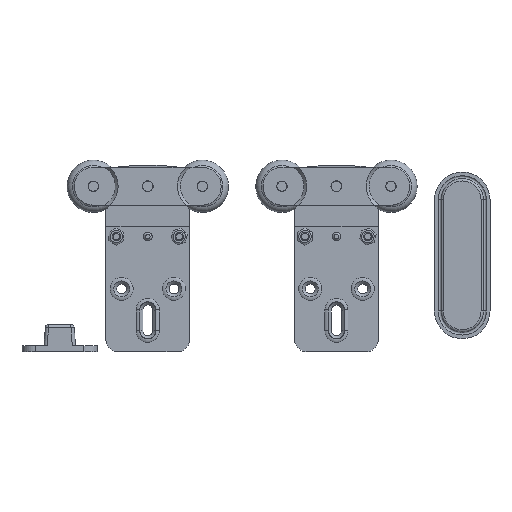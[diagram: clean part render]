
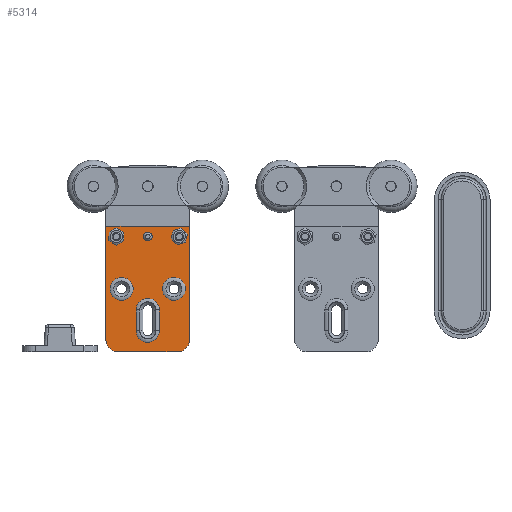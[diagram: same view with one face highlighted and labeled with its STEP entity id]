
A CAD part, top view. The second image highlights one B-rep face of the part: STEP entity #5314.
In plain terms, the highlighted planar face has unit normal (0, 0, 1).
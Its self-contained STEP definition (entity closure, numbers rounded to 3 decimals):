
#329=FACE_BOUND('',#910,.T.);
#330=FACE_BOUND('',#911,.T.);
#331=FACE_BOUND('',#912,.T.);
#332=FACE_BOUND('',#913,.T.);
#333=FACE_BOUND('',#914,.T.);
#334=FACE_BOUND('',#915,.T.);
#399=PLANE('',#6100);
#573=FACE_OUTER_BOUND('',#909,.T.);
#909=EDGE_LOOP('',(#3927,#3928,#3929,#3930,#3931,#3932));
#910=EDGE_LOOP('',(#3933,#3934,#3935,#3936));
#911=EDGE_LOOP('',(#3937,#3938));
#912=EDGE_LOOP('',(#3939,#3940));
#913=EDGE_LOOP('',(#3941,#3942));
#914=EDGE_LOOP('',(#3943,#3944));
#915=EDGE_LOOP('',(#3945,#3946));
#1253=LINE('',#8797,#1604);
#1254=LINE('',#8807,#1605);
#1268=LINE('',#8888,#1619);
#1271=LINE('',#8897,#1622);
#1273=LINE('',#8900,#1624);
#1274=LINE('',#8902,#1625);
#1604=VECTOR('',#6979,10.);
#1605=VECTOR('',#6994,10.);
#1619=VECTOR('',#7092,10.);
#1622=VECTOR('',#7101,10.);
#1624=VECTOR('',#7105,10.);
#1625=VECTOR('',#7108,10.);
#1960=CIRCLE('',#6048,5.5);
#1962=CIRCLE('',#6051,5.5);
#1972=CIRCLE('',#6069,5.5);
#1973=CIRCLE('',#6070,5.5);
#1975=CIRCLE('',#6073,5.5);
#1976=CIRCLE('',#6074,5.5);
#1977=CIRCLE('',#6076,2.1);
#1978=CIRCLE('',#6077,2.1);
#1979=CIRCLE('',#6079,3.);
#1980=CIRCLE('',#6080,3.);
#1983=CIRCLE('',#6085,3.);
#1984=CIRCLE('',#6086,3.);
#1987=CIRCLE('',#6093,6.);
#1988=CIRCLE('',#6096,6.);
#2369=VERTEX_POINT('',#8793);
#2370=VERTEX_POINT('',#8795);
#2371=VERTEX_POINT('',#8799);
#2372=VERTEX_POINT('',#8803);
#2381=VERTEX_POINT('',#8835);
#2382=VERTEX_POINT('',#8837);
#2383=VERTEX_POINT('',#8841);
#2384=VERTEX_POINT('',#8843);
#2385=VERTEX_POINT('',#8847);
#2386=VERTEX_POINT('',#8848);
#2387=VERTEX_POINT('',#8853);
#2388=VERTEX_POINT('',#8854);
#2391=VERTEX_POINT('',#8865);
#2392=VERTEX_POINT('',#8866);
#2395=VERTEX_POINT('',#8880);
#2396=VERTEX_POINT('',#8881);
#2397=VERTEX_POINT('',#8886);
#2398=VERTEX_POINT('',#8890);
#2399=VERTEX_POINT('',#8891);
#2400=VERTEX_POINT('',#8896);
#2922=EDGE_CURVE('',#2369,#2370,#1253,.T.);
#2924=EDGE_CURVE('',#2371,#2369,#1960,.T.);
#2926=EDGE_CURVE('',#2370,#2372,#1962,.T.);
#2927=EDGE_CURVE('',#2372,#2371,#1254,.T.);
#2941=EDGE_CURVE('',#2382,#2381,#1972,.T.);
#2942=EDGE_CURVE('',#2381,#2382,#1973,.T.);
#2944=EDGE_CURVE('',#2384,#2383,#1975,.T.);
#2945=EDGE_CURVE('',#2383,#2384,#1976,.T.);
#2946=EDGE_CURVE('',#2385,#2386,#1977,.T.);
#2947=EDGE_CURVE('',#2386,#2385,#1978,.T.);
#2949=EDGE_CURVE('',#2387,#2388,#1979,.T.);
#2950=EDGE_CURVE('',#2388,#2387,#1980,.T.);
#2955=EDGE_CURVE('',#2391,#2392,#1983,.T.);
#2956=EDGE_CURVE('',#2392,#2391,#1984,.T.);
#2962=EDGE_CURVE('',#2395,#2396,#1987,.T.);
#2966=EDGE_CURVE('',#2397,#2395,#1268,.T.);
#2967=EDGE_CURVE('',#2398,#2399,#1988,.T.);
#2970=EDGE_CURVE('',#2399,#2400,#1271,.T.);
#2972=EDGE_CURVE('',#2396,#2398,#1273,.T.);
#2973=EDGE_CURVE('',#2400,#2397,#1274,.T.);
#3927=ORIENTED_EDGE('',*,*,#2962,.F.);
#3928=ORIENTED_EDGE('',*,*,#2966,.F.);
#3929=ORIENTED_EDGE('',*,*,#2973,.F.);
#3930=ORIENTED_EDGE('',*,*,#2970,.F.);
#3931=ORIENTED_EDGE('',*,*,#2967,.F.);
#3932=ORIENTED_EDGE('',*,*,#2972,.F.);
#3933=ORIENTED_EDGE('',*,*,#2922,.T.);
#3934=ORIENTED_EDGE('',*,*,#2926,.T.);
#3935=ORIENTED_EDGE('',*,*,#2927,.T.);
#3936=ORIENTED_EDGE('',*,*,#2924,.T.);
#3937=ORIENTED_EDGE('',*,*,#2944,.T.);
#3938=ORIENTED_EDGE('',*,*,#2945,.T.);
#3939=ORIENTED_EDGE('',*,*,#2941,.T.);
#3940=ORIENTED_EDGE('',*,*,#2942,.T.);
#3941=ORIENTED_EDGE('',*,*,#2946,.T.);
#3942=ORIENTED_EDGE('',*,*,#2947,.T.);
#3943=ORIENTED_EDGE('',*,*,#2949,.T.);
#3944=ORIENTED_EDGE('',*,*,#2950,.T.);
#3945=ORIENTED_EDGE('',*,*,#2955,.T.);
#3946=ORIENTED_EDGE('',*,*,#2956,.T.);
#5314=ADVANCED_FACE('',(#573,#329,#330,#331,#332,#333,#334),#399,.T.);
#6048=AXIS2_PLACEMENT_3D('',#8801,#6984,#6985);
#6051=AXIS2_PLACEMENT_3D('',#8805,#6990,#6991);
#6069=AXIS2_PLACEMENT_3D('',#8838,#7031,#7032);
#6070=AXIS2_PLACEMENT_3D('',#8839,#7033,#7034);
#6073=AXIS2_PLACEMENT_3D('',#8844,#7039,#7040);
#6074=AXIS2_PLACEMENT_3D('',#8845,#7041,#7042);
#6076=AXIS2_PLACEMENT_3D('',#8849,#7045,#7046);
#6077=AXIS2_PLACEMENT_3D('',#8850,#7047,#7048);
#6079=AXIS2_PLACEMENT_3D('',#8855,#7052,#7053);
#6080=AXIS2_PLACEMENT_3D('',#8856,#7054,#7055);
#6085=AXIS2_PLACEMENT_3D('',#8867,#7066,#7067);
#6086=AXIS2_PLACEMENT_3D('',#8868,#7068,#7069);
#6093=AXIS2_PLACEMENT_3D('',#8882,#7085,#7086);
#6096=AXIS2_PLACEMENT_3D('',#8892,#7095,#7096);
#6100=AXIS2_PLACEMENT_3D('',#8903,#7109,#7110);
#6979=DIRECTION('',(0.,-1.,0.));
#6984=DIRECTION('center_axis',(0.,0.,-1.));
#6985=DIRECTION('ref_axis',(1.,0.,0.));
#6990=DIRECTION('center_axis',(0.,0.,-1.));
#6991=DIRECTION('ref_axis',(-1.,0.,0.));
#6994=DIRECTION('',(0.,1.,0.));
#7031=DIRECTION('center_axis',(0.,0.,-1.));
#7032=DIRECTION('ref_axis',(-1.,0.,0.));
#7033=DIRECTION('center_axis',(0.,0.,-1.));
#7034=DIRECTION('ref_axis',(-1.,0.,0.));
#7039=DIRECTION('center_axis',(0.,0.,-1.));
#7040=DIRECTION('ref_axis',(-1.,0.,0.));
#7041=DIRECTION('center_axis',(0.,0.,-1.));
#7042=DIRECTION('ref_axis',(-1.,0.,0.));
#7045=DIRECTION('center_axis',(0.,0.,-1.));
#7046=DIRECTION('ref_axis',(1.,0.,0.));
#7047=DIRECTION('center_axis',(0.,0.,-1.));
#7048=DIRECTION('ref_axis',(1.,0.,0.));
#7052=DIRECTION('center_axis',(0.,0.,-1.));
#7053=DIRECTION('ref_axis',(1.,0.,0.));
#7054=DIRECTION('center_axis',(0.,0.,-1.));
#7055=DIRECTION('ref_axis',(1.,0.,0.));
#7066=DIRECTION('center_axis',(0.,0.,-1.));
#7067=DIRECTION('ref_axis',(1.,0.,0.));
#7068=DIRECTION('center_axis',(0.,0.,-1.));
#7069=DIRECTION('ref_axis',(1.,0.,0.));
#7085=DIRECTION('center_axis',(0.,0.,-1.));
#7086=DIRECTION('ref_axis',(0.707,-0.707,0.));
#7092=DIRECTION('',(0.,-1.,0.));
#7095=DIRECTION('center_axis',(0.,0.,-1.));
#7096=DIRECTION('ref_axis',(-0.707,-0.707,0.));
#7101=DIRECTION('',(0.,1.,0.));
#7105=DIRECTION('',(-1.,0.,0.));
#7108=DIRECTION('',(1.,0.,0.));
#7109=DIRECTION('center_axis',(0.,0.,1.));
#7110=DIRECTION('ref_axis',(1.,0.,0.));
#8793=CARTESIAN_POINT('',(3.82,1.03,2.5));
#8795=CARTESIAN_POINT('',(3.82,-8.97,2.5));
#8797=CARTESIAN_POINT('',(3.82,6.03,2.5));
#8799=CARTESIAN_POINT('',(-7.18,1.03,2.5));
#8801=CARTESIAN_POINT('Origin',(-1.68,1.03,2.5));
#8803=CARTESIAN_POINT('',(-7.18,-8.97,2.5));
#8805=CARTESIAN_POINT('Origin',(-1.68,-8.97,2.5));
#8807=CARTESIAN_POINT('',(-7.18,1.03,2.5));
#8835=CARTESIAN_POINT('',(5.32,11.03,2.5));
#8837=CARTESIAN_POINT('',(16.32,11.03,2.5));
#8838=CARTESIAN_POINT('Origin',(10.82,11.03,2.5));
#8839=CARTESIAN_POINT('Origin',(10.82,11.03,2.5));
#8841=CARTESIAN_POINT('',(-19.68,11.03,2.5));
#8843=CARTESIAN_POINT('',(-8.68,11.03,2.5));
#8844=CARTESIAN_POINT('Origin',(-14.18,11.03,2.5));
#8845=CARTESIAN_POINT('Origin',(-14.18,11.03,2.5));
#8847=CARTESIAN_POINT('',(0.42,36.03,2.5));
#8848=CARTESIAN_POINT('',(-3.78,36.03,2.5));
#8849=CARTESIAN_POINT('Origin',(-1.68,36.03,2.5));
#8850=CARTESIAN_POINT('Origin',(-1.68,36.03,2.5));
#8853=CARTESIAN_POINT('',(-13.68,36.03,2.5));
#8854=CARTESIAN_POINT('',(-19.68,36.03,2.5));
#8855=CARTESIAN_POINT('Origin',(-16.68,36.03,2.5));
#8856=CARTESIAN_POINT('Origin',(-16.68,36.03,2.5));
#8865=CARTESIAN_POINT('',(16.32,36.03,2.5));
#8866=CARTESIAN_POINT('',(10.32,36.03,2.5));
#8867=CARTESIAN_POINT('Origin',(13.32,36.03,2.5));
#8868=CARTESIAN_POINT('Origin',(13.32,36.03,2.5));
#8880=CARTESIAN_POINT('',(18.32,-12.97,2.5));
#8881=CARTESIAN_POINT('',(12.32,-18.97,2.5));
#8882=CARTESIAN_POINT('Origin',(12.32,-12.97,2.5));
#8886=CARTESIAN_POINT('',(18.32,41.03,2.5));
#8888=CARTESIAN_POINT('',(18.32,41.03,2.5));
#8890=CARTESIAN_POINT('',(-15.68,-18.97,2.5));
#8891=CARTESIAN_POINT('',(-21.68,-12.97,2.5));
#8892=CARTESIAN_POINT('Origin',(-15.68,-12.97,2.5));
#8896=CARTESIAN_POINT('',(-21.68,41.03,2.5));
#8897=CARTESIAN_POINT('',(-21.68,-18.97,2.5));
#8900=CARTESIAN_POINT('',(18.32,-18.97,2.5));
#8902=CARTESIAN_POINT('',(-21.68,41.03,2.5));
#8903=CARTESIAN_POINT('Origin',(-1.68,11.03,2.5));
